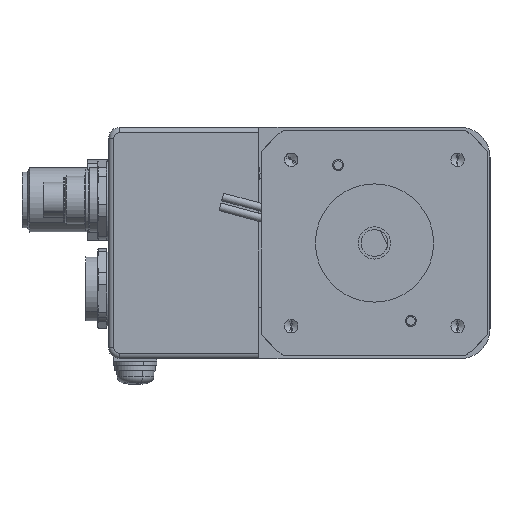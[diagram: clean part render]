
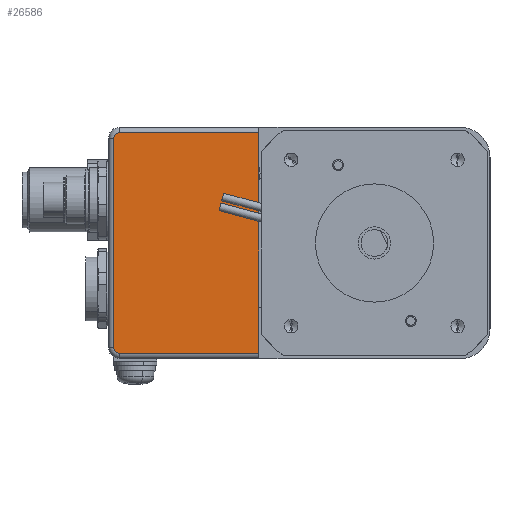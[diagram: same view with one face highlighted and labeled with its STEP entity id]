
A CAD part, left-side view. The second image highlights one B-rep face of the part: STEP entity #26586.
In plain terms, the highlighted planar face has unit normal (-1, 0, 0).
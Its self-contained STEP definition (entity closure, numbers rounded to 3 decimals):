
#2516 = EDGE_CURVE ( 'NONE', #26721, #106440, #7434, .T. ) ;
#4569 = CARTESIAN_POINT ( 'NONE',  ( -46., 43., -1. ) ) ;
#5179 = DIRECTION ( 'NONE',  ( 0., -1., 0. ) ) ;
#5185 = ORIENTED_EDGE ( 'NONE', *, *, #73650, .T. ) ;
#7434 = LINE ( 'NONE', #98849, #122642 ) ;
#7714 = VECTOR ( 'NONE', #5179, 1000. ) ;
#9396 = VECTOR ( 'NONE', #75202, 1000. ) ;
#21595 = AXIS2_PLACEMENT_3D ( 'NONE', #59144, #67559, #88307 ) ;
#23201 = CIRCLE ( 'NONE', #21595, 1. ) ;
#24004 = ORIENTED_EDGE ( 'NONE', *, *, #112991, .T. ) ;
#24926 = ORIENTED_EDGE ( 'NONE', *, *, #40056, .T. ) ;
#26586 = ADVANCED_FACE ( 'NONE', ( #114970 ), #59490, .F. ) ;
#26721 = VERTEX_POINT ( 'NONE', #4569 ) ;
#26772 = CARTESIAN_POINT ( 'NONE',  ( -46., 69., -1. ) ) ;
#28466 = ORIENTED_EDGE ( 'NONE', *, *, #2516, .F. ) ;
#28637 = ORIENTED_EDGE ( 'NONE', *, *, #46493, .T. ) ;
#34021 = EDGE_LOOP ( 'NONE', ( #55055, #28637, #28466, #24926, #24004, #5185 ) ) ;
#39016 = AXIS2_PLACEMENT_3D ( 'NONE', #69186, #80706, #130471 ) ;
#40056 = EDGE_CURVE ( 'NONE', #26721, #112553, #44136, .T. ) ;
#42521 = AXIS2_PLACEMENT_3D ( 'NONE', #78461, #118985, #79772 ) ;
#43451 = CARTESIAN_POINT ( 'NONE',  ( -46., 0., -1. ) ) ;
#44136 = LINE ( 'NONE', #43451, #9396 ) ;
#46493 = EDGE_CURVE ( 'NONE', #50241, #106440, #77123, .T. ) ;
#47700 = CARTESIAN_POINT ( 'NONE',  ( -46., 70., -2. ) ) ;
#50241 = VERTEX_POINT ( 'NONE', #88138 ) ;
#55055 = ORIENTED_EDGE ( 'NONE', *, *, #78694, .T. ) ;
#58756 = DIRECTION ( 'NONE',  ( 0., 0., -1. ) ) ;
#59144 = CARTESIAN_POINT ( 'NONE',  ( -46., 69., -2. ) ) ;
#59490 = PLANE ( 'NONE',  #39016 ) ;
#61789 = VERTEX_POINT ( 'NONE', #102921 ) ;
#67559 = DIRECTION ( 'NONE',  ( -1., 0., 0. ) ) ;
#69186 = CARTESIAN_POINT ( 'NONE',  ( -46., 0., 0. ) ) ;
#69709 = CARTESIAN_POINT ( 'NONE',  ( -46., 43., -42. ) ) ;
#72175 = LINE ( 'NONE', #129446, #108414 ) ;
#73650 = EDGE_CURVE ( 'NONE', #80637, #61789, #72175, .T. ) ;
#75202 = DIRECTION ( 'NONE',  ( 0., 1., 0. ) ) ;
#77123 = LINE ( 'NONE', #86798, #7714 ) ;
#78461 = CARTESIAN_POINT ( 'NONE',  ( -46., 69., -41. ) ) ;
#78694 = EDGE_CURVE ( 'NONE', #61789, #50241, #89656, .T. ) ;
#79772 = DIRECTION ( 'NONE',  ( 0., 0., -1. ) ) ;
#80637 = VERTEX_POINT ( 'NONE', #47700 ) ;
#80706 = DIRECTION ( 'NONE',  ( 1., 0., 0. ) ) ;
#86798 = CARTESIAN_POINT ( 'NONE',  ( -46., 43., -42. ) ) ;
#88138 = CARTESIAN_POINT ( 'NONE',  ( -46., 69., -42. ) ) ;
#88307 = DIRECTION ( 'NONE',  ( 0., 0., -1. ) ) ;
#89656 = CIRCLE ( 'NONE', #42521, 1. ) ;
#97741 = DIRECTION ( 'NONE',  ( 0., 0., -1. ) ) ;
#98849 = CARTESIAN_POINT ( 'NONE',  ( -46., 43., 0. ) ) ;
#102921 = CARTESIAN_POINT ( 'NONE',  ( -46., 70., -41. ) ) ;
#106440 = VERTEX_POINT ( 'NONE', #69709 ) ;
#108414 = VECTOR ( 'NONE', #97741, 1000. ) ;
#112553 = VERTEX_POINT ( 'NONE', #26772 ) ;
#112991 = EDGE_CURVE ( 'NONE', #112553, #80637, #23201, .T. ) ;
#114970 = FACE_OUTER_BOUND ( 'NONE', #34021, .T. ) ;
#118985 = DIRECTION ( 'NONE',  ( -1., 0., 0. ) ) ;
#122642 = VECTOR ( 'NONE', #58756, 1000. ) ;
#129446 = CARTESIAN_POINT ( 'NONE',  ( -46., 70., 0. ) ) ;
#130471 = DIRECTION ( 'NONE',  ( 0., 0., -1. ) ) ;
